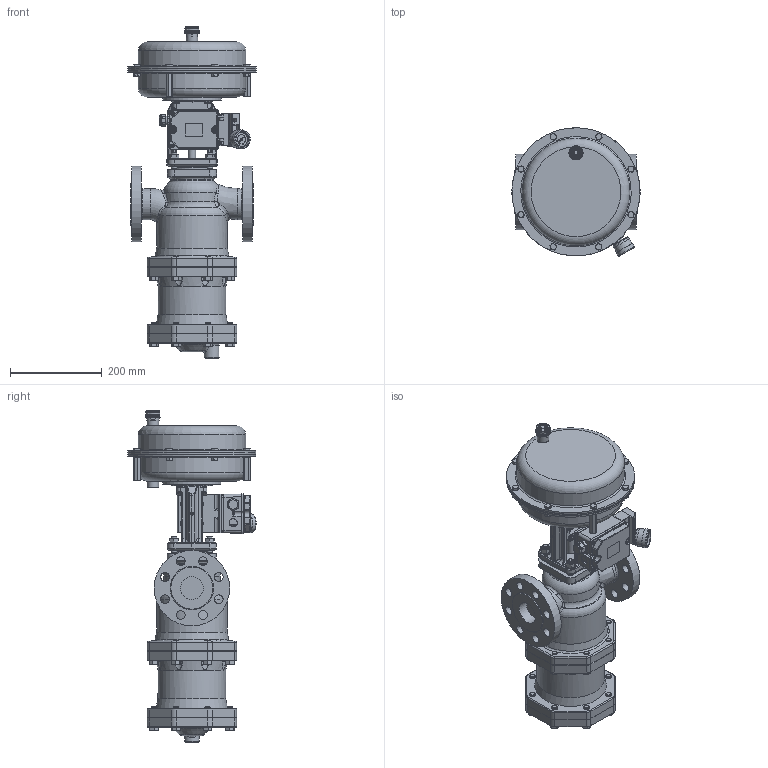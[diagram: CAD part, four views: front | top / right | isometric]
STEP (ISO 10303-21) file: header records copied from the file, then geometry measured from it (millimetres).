
FILE_DESCRIPTION(/* description */ (''),/* implementation_level */ '2;1');
FILE_NAME(/* name */ 'rcv20-050-a0300-00.stp',/* time_stamp */ '2025-01-15T12:30:46+09:00',/* author */ ('shibuya'),/* organization */ (''),/* preprocessor_version */ 'ST-DEVELOPER v18.1',/* originating_system */ 'Autodesk Inventor 2022',/* authorisation */ '');
FILE_SCHEMA (('AUTOMOTIVE_DESIGN { 1 0 10303 214 3 1 1 }'));
Products named in the file (1): 50A-CV-COS20_ASME300_4071_Fix
Bounding box: 279.73 x 280.26 x 724.79 mm (x, y, z)
Volume: 15360283.8 mm3; surface area: 931290.6 mm2
Topology: 1 solids, 1 shells, 3833 faces, 9891 edges, 6152 vertices
Faces by surface type: plane 1403, cylinder 847, cone 675, bspline 635, torus 226, sphere 47
Full cylindrical faces by diameter (mm): 1 x1, 1.5 x4, 1.72 x2, 2 x2, 4 x2, 4.4 x2, 4.5 x4, 6.466 x8, 6.47 x2, 7.2 x2, 8 x11, 8.4 x1, 8.57 x1, 8.6 x4, 9.5 x2, 12 x44, 13 x8, 14 x30, 16 x1, 17 x8, 17.5 x1, 18.55 x1, 19 x16, 20 x1, 22.9 x1, 24 x5, 25 x2, 29.909 x1, 30.066 x1, 32 x1
Entity records: 154400 total; most frequent: CARTESIAN_POINT 62241, ORIENTED_EDGE 19684, DIRECTION 17390, EDGE_CURVE 9842, AXIS2_PLACEMENT_3D 6842, VERTEX_POINT 6152, EDGE_LOOP 4176, STYLED_ITEM 3834
